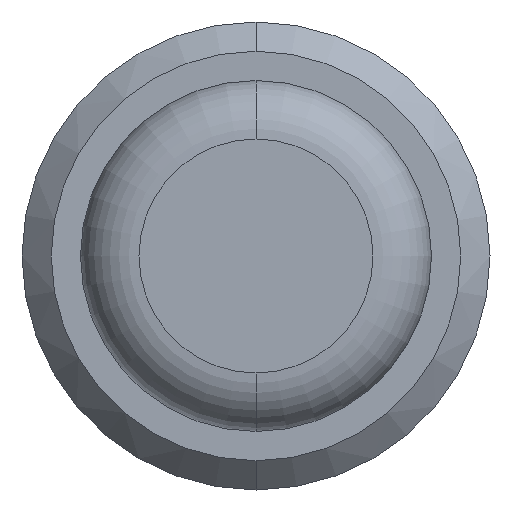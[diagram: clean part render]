
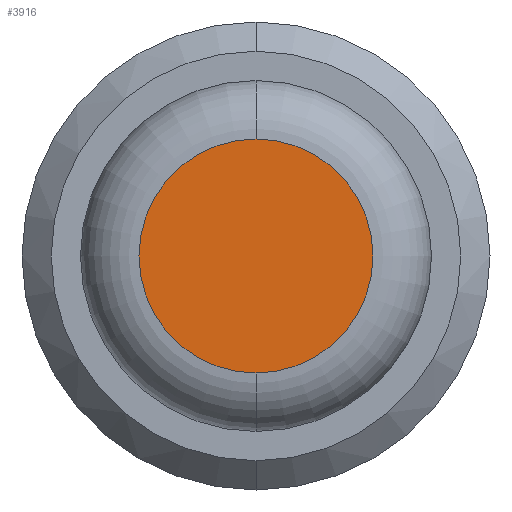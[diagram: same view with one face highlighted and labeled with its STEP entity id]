
A CAD part, front view. The second image highlights one B-rep face of the part: STEP entity #3916.
In plain terms, the highlighted planar face has unit normal (0, -1, 0).
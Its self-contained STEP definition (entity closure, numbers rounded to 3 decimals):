
#250 = CIRCLE ( 'NONE', #992, 1. ) ;
#277 = DIRECTION ( 'NONE',  ( 0., 0., -1. ) ) ;
#292 = CARTESIAN_POINT ( 'NONE',  ( 0., 0., 0. ) ) ;
#527 = FACE_OUTER_BOUND ( 'NONE', #1830, .T. ) ;
#766 = CARTESIAN_POINT ( 'NONE',  ( 0., 0., -1. ) ) ;
#992 = AXIS2_PLACEMENT_3D ( 'NONE', #3001, #3713, #277 ) ;
#1256 = CARTESIAN_POINT ( 'NONE',  ( 0., 0., 1. ) ) ;
#1779 = ORIENTED_EDGE ( 'NONE', *, *, #3877, .T. ) ;
#1830 = EDGE_LOOP ( 'NONE', ( #3505, #1779 ) ) ;
#2060 = VERTEX_POINT ( 'NONE', #1256 ) ;
#2425 = VERTEX_POINT ( 'NONE', #766 ) ;
#2671 = DIRECTION ( 'NONE',  ( 0., -1., 0. ) ) ;
#2901 = EDGE_CURVE ( 'Defeature ausgef�hrt1_0+Defeature ausgef�hrt1_5+Defeature ausgef�hrt1_5+Defeature ausgef�hrt1_5', #2425, #2060, #3739, .T. ) ;
#3001 = CARTESIAN_POINT ( 'NONE',  ( 0., 0., 0. ) ) ;
#3208 = CARTESIAN_POINT ( 'NONE',  ( 0., 0., 0. ) ) ;
#3346 = PLANE ( 'NONE',  #3367 ) ;
#3367 = AXIS2_PLACEMENT_3D ( 'NONE', #292, #2671, #4416 ) ;
#3394 = AXIS2_PLACEMENT_3D ( 'NONE', #3208, #3887, #4200 ) ;
#3505 = ORIENTED_EDGE ( 'NONE', *, *, #2901, .T. ) ;
#3713 = DIRECTION ( 'NONE',  ( 0., -1., 0. ) ) ;
#3739 = CIRCLE ( 'NONE', #3394, 1. ) ;
#3877 = EDGE_CURVE ( 'Defeature ausgef�hrt1_0+Defeature ausgef�hrt1_5+Defeature ausgef�hrt1_5+Defeature ausgef�hrt1_5', #2060, #2425, #250, .T. ) ;
#3887 = DIRECTION ( 'NONE',  ( 0., -1., 0. ) ) ;
#3916 = ADVANCED_FACE ( 'Defeature ausgef�hrt1_0', ( #527 ), #3346, .T. ) ;
#4200 = DIRECTION ( 'NONE',  ( 0., 0., -1. ) ) ;
#4416 = DIRECTION ( 'NONE',  ( 0., 0., -1. ) ) ;
